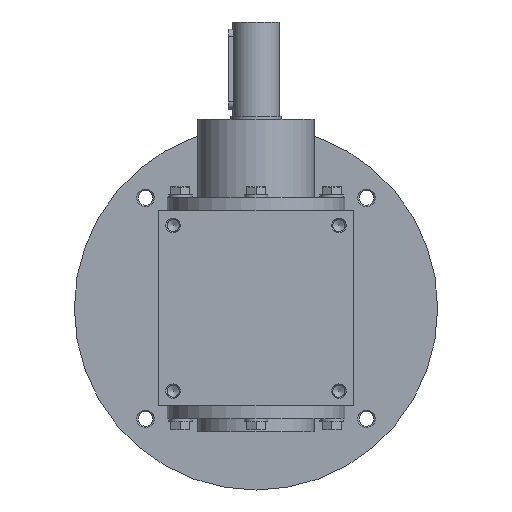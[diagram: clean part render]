
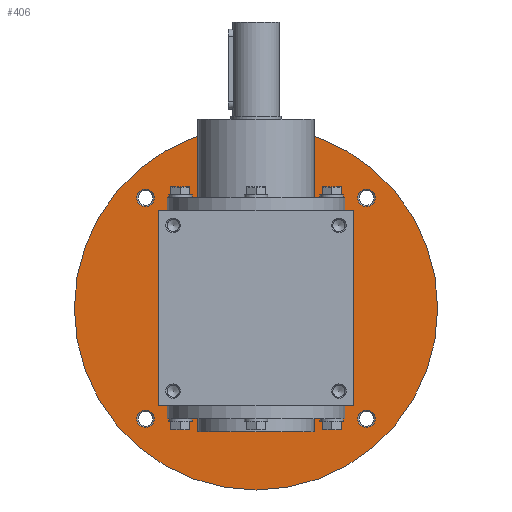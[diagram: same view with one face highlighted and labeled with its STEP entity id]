
A CAD part, left-side view. The second image highlights one B-rep face of the part: STEP entity #406.
In plain terms, the highlighted planar face has unit normal (-1, 0, 0).
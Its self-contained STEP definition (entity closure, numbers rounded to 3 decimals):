
#406 = ADVANCED_FACE( '', ( #863, #864, #865, #866, #867, #868 ), #869, .F. );
#863 = FACE_OUTER_BOUND( '', #1596, .T. );
#864 = FACE_BOUND( '', #1597, .T. );
#865 = FACE_BOUND( '', #1598, .T. );
#866 = FACE_BOUND( '', #1599, .T. );
#867 = FACE_BOUND( '', #1600, .T. );
#868 = FACE_BOUND( '', #1601, .T. );
#869 = PLANE( '', #1602 );
#1596 = EDGE_LOOP( '', ( #2333 ) );
#1597 = EDGE_LOOP( '', ( #2334 ) );
#1598 = EDGE_LOOP( '', ( #2335 ) );
#1599 = EDGE_LOOP( '', ( #2336 ) );
#1600 = EDGE_LOOP( '', ( #2337 ) );
#1601 = EDGE_LOOP( '', ( #2338 ) );
#1602 = AXIS2_PLACEMENT_3D( '', #2339, #2340, #2341 );
#2333 = ORIENTED_EDGE( '', *, *, #3693, .F. );
#2334 = ORIENTED_EDGE( '', *, *, #3694, .T. );
#2335 = ORIENTED_EDGE( '', *, *, #3695, .T. );
#2336 = ORIENTED_EDGE( '', *, *, #3696, .T. );
#2337 = ORIENTED_EDGE( '', *, *, #3697, .T. );
#2338 = ORIENTED_EDGE( '', *, *, #3698, .T. );
#2339 = CARTESIAN_POINT( '', ( 55., 50., 0. ) );
#2340 = DIRECTION( '', ( 1., 0., 0. ) );
#2341 = DIRECTION( '', ( 0., 0., -1. ) );
#3693 = EDGE_CURVE( '', #4222, #4222, #4223, .T. );
#3694 = EDGE_CURVE( '', #4224, #4224, #4225, .T. );
#3695 = EDGE_CURVE( '', #4226, #4226, #4227, .T. );
#3696 = EDGE_CURVE( '', #4228, #4228, #4229, .T. );
#3697 = EDGE_CURVE( '', #4230, #4230, #4231, .T. );
#3698 = EDGE_CURVE( '', #4232, #4232, #4233, .T. );
#4222 = VERTEX_POINT( '', #4955 );
#4223 = CIRCLE( '', #4956, 125. );
#4224 = VERTEX_POINT( '', #4957 );
#4225 = CIRCLE( '', #4958, 6. );
#4226 = VERTEX_POINT( '', #4959 );
#4227 = CIRCLE( '', #4960, 6. );
#4228 = VERTEX_POINT( '', #4961 );
#4229 = CIRCLE( '', #4962, 6. );
#4230 = VERTEX_POINT( '', #4963 );
#4231 = CIRCLE( '', #4964, 6. );
#4232 = VERTEX_POINT( '', #4965 );
#4233 = CIRCLE( '', #4966, 50. );
#4955 = CARTESIAN_POINT( '', ( 55., 0., -125. ) );
#4956 = AXIS2_PLACEMENT_3D( '', #5949, #5950, #5951 );
#4957 = CARTESIAN_POINT( '', ( 55., -76.014, 70.014 ) );
#4958 = AXIS2_PLACEMENT_3D( '', #5952, #5953, #5954 );
#4959 = CARTESIAN_POINT( '', ( 55., 76.014, -82.014 ) );
#4960 = AXIS2_PLACEMENT_3D( '', #5955, #5956, #5957 );
#4961 = CARTESIAN_POINT( '', ( 55., -76.014, -82.014 ) );
#4962 = AXIS2_PLACEMENT_3D( '', #5958, #5959, #5960 );
#4963 = CARTESIAN_POINT( '', ( 55., 76.014, 70.014 ) );
#4964 = AXIS2_PLACEMENT_3D( '', #5961, #5962, #5963 );
#4965 = CARTESIAN_POINT( '', ( 55., 0., -50. ) );
#4966 = AXIS2_PLACEMENT_3D( '', #5964, #5965, #5966 );
#5949 = CARTESIAN_POINT( '', ( 55., 0., 0. ) );
#5950 = DIRECTION( '', ( 1., 0., 0. ) );
#5951 = DIRECTION( '', ( 0., 0., -1. ) );
#5952 = CARTESIAN_POINT( '', ( 55., -76.014, 76.014 ) );
#5953 = DIRECTION( '', ( 1., 0., 0. ) );
#5954 = DIRECTION( '', ( 0., 0., -1. ) );
#5955 = CARTESIAN_POINT( '', ( 55., 76.014, -76.014 ) );
#5956 = DIRECTION( '', ( 1., 0., 0. ) );
#5957 = DIRECTION( '', ( 0., 0., -1. ) );
#5958 = CARTESIAN_POINT( '', ( 55., -76.014, -76.014 ) );
#5959 = DIRECTION( '', ( 1., 0., 0. ) );
#5960 = DIRECTION( '', ( 0., 0., -1. ) );
#5961 = CARTESIAN_POINT( '', ( 55., 76.014, 76.014 ) );
#5962 = DIRECTION( '', ( 1., 0., 0. ) );
#5963 = DIRECTION( '', ( 0., 0., -1. ) );
#5964 = CARTESIAN_POINT( '', ( 55., 0., 0. ) );
#5965 = DIRECTION( '', ( 1., 0., 0. ) );
#5966 = DIRECTION( '', ( 0., 0., -1. ) );
